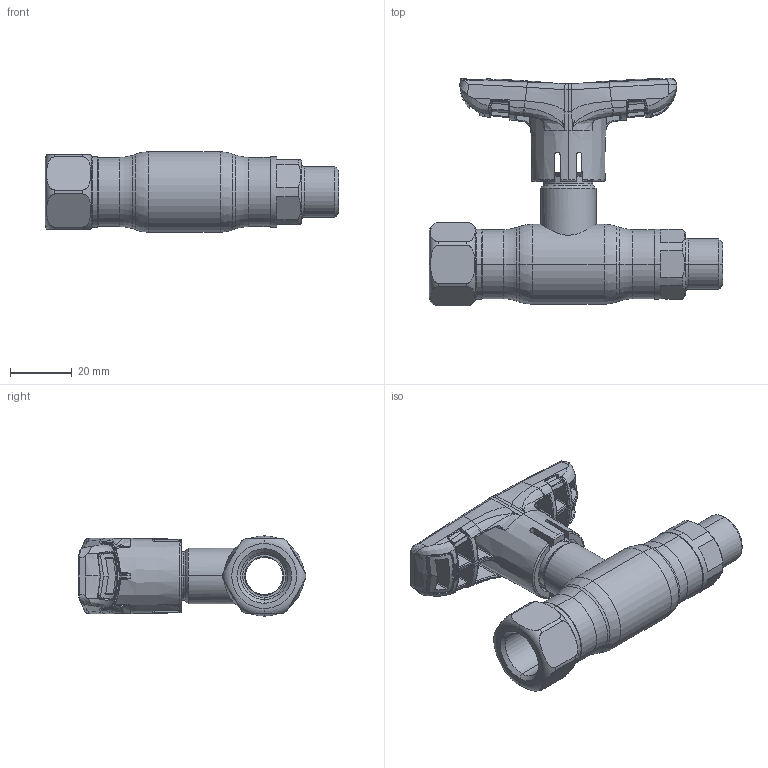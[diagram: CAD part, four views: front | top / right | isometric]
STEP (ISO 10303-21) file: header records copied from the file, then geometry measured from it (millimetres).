
FILE_DESCRIPTION (( 'STEP AP214' ), '1' );
FILE_NAME ('1010002400-1400.step', '2024-01-16T09:15:16', ( '' ), ( '' ), 'SwSTEP 2.0', 'SolidWorks 2021', '' );
FILE_SCHEMA (( 'AUTOMOTIVE_DESIGN' ));
Length unit declared in the file: millimetre
Products named in the file (1): 1010002400-1400
Bounding box: 95 x 73.78 x 26 mm (x, y, z)
Surface area: 19344.8 mm2 (no closed solid volume)
Topology: 0 solids, 6 shells, 739 faces, 2069 edges, 1267 vertices
Faces by surface type: bspline 564, plane 70, cylinder 42, cone 27, torus 25, sphere 11
Entity records: 54969 total; most frequent: CARTESIAN_POINT 32768, ORIENTED_EDGE 3719, EDGE_CURVE 2057, DIRECTION 1503, B_SPLINE_CURVE_WITH_KNOTS 1386, VERTEX_POINT 1263, EDGE_LOOP 748, UNCERTAINTY_MEASURE_WITH_UNIT 741
